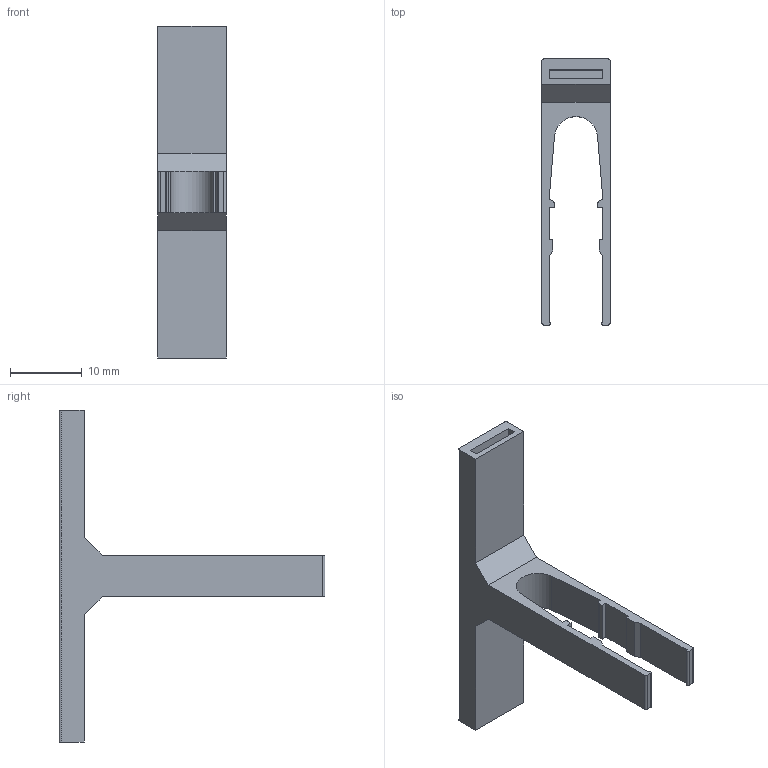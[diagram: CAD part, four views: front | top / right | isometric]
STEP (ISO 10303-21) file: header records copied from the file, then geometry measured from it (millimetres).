
FILE_DESCRIPTION((''),'2;1');
FILE_NAME('UKJ-BJ','2021-04-19T',('Administrator'),(''),'PRO/ENGINEER BY PARAMETRIC TECHNOLOGY CORPORATION, 2013230','PRO/ENGINEER BY PARAMETRIC TECHNOLOGY CORPORATION, 2013230','');
FILE_SCHEMA(('CONFIG_CONTROL_DESIGN'));
Length unit declared in the file: millimetre
Products named in the file (1): UKJ-BJ
Bounding box: 9.5 x 37 x 46.2 mm (x, y, z)
Volume: 1878.1 mm3; surface area: 2985.2 mm2
Topology: 1 solids, 1 shells, 45 faces, 126 edges, 84 vertices
Faces by surface type: plane 36, cylinder 9
Entity records: 1476 total; most frequent: CARTESIAN_POINT 255, ORIENTED_EDGE 252, DIRECTION 234, EDGE_CURVE 126, VECTOR 108, LINE 108, VERTEX_POINT 84, AXIS2_PLACEMENT_3D 63
